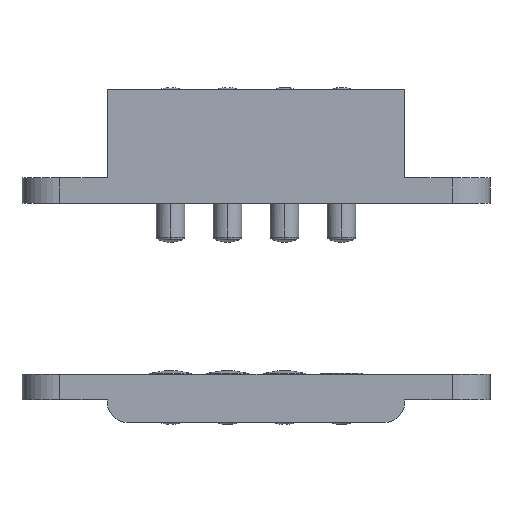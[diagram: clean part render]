
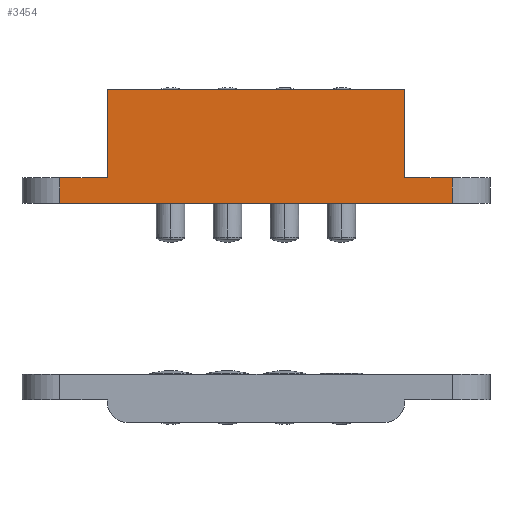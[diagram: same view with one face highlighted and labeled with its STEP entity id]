
A CAD part, left-side view. The second image highlights one B-rep face of the part: STEP entity #3454.
In plain terms, the highlighted face is planar.
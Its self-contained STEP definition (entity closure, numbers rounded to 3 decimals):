
#198 = VECTOR ( 'NONE', #6493, 1000. ) ;
#281 = CARTESIAN_POINT ( 'NONE',  ( 6.625, 34.5, 4.5 ) ) ;
#888 = LINE ( 'NONE', #1782, #10798 ) ;
#1444 = LINE ( 'NONE', #10490, #10437 ) ;
#1597 = EDGE_CURVE ( 'NONE', #9023, #11459, #4056, .T. ) ;
#1782 = CARTESIAN_POINT ( 'NONE',  ( 6.625, -34.5, 4.5 ) ) ;
#1867 = VECTOR ( 'NONE', #7729, 1000. ) ;
#1873 = AXIS2_PLACEMENT_3D ( 'NONE', #10286, #3799, #3028 ) ;
#2101 = ORIENTED_EDGE ( 'NONE', *, *, #4110, .F. ) ;
#2167 = ORIENTED_EDGE ( 'NONE', *, *, #6146, .T. ) ;
#2230 = CARTESIAN_POINT ( 'NONE',  ( 6.625, -26.125, -15.5 ) ) ;
#2254 = VERTEX_POINT ( 'NONE', #9627 ) ;
#2273 = ORIENTED_EDGE ( 'NONE', *, *, #1597, .F. ) ;
#2552 = EDGE_LOOP ( 'NONE', ( #9082, #2273, #2101, #11390, #11699, #6159, #9363, #2167 ) ) ;
#2866 = DIRECTION ( 'NONE',  ( 0., 1., 0. ) ) ;
#2951 = VERTEX_POINT ( 'NONE', #9365 ) ;
#3028 = DIRECTION ( 'NONE',  ( 0., 0., 1. ) ) ;
#3044 = VECTOR ( 'NONE', #3515, 1000. ) ;
#3065 = VERTEX_POINT ( 'NONE', #11552 ) ;
#3454 = ADVANCED_FACE ( 'NONE', ( #8087 ), #8149, .F. ) ;
#3466 = DIRECTION ( 'NONE',  ( 0., -1., 0. ) ) ;
#3515 = DIRECTION ( 'NONE',  ( 0., 1., 0. ) ) ;
#3799 = DIRECTION ( 'NONE',  ( -1., 0., 0. ) ) ;
#3935 = VERTEX_POINT ( 'NONE', #7473 ) ;
#4056 = LINE ( 'NONE', #7707, #8859 ) ;
#4110 = EDGE_CURVE ( 'NONE', #5597, #9023, #11611, .T. ) ;
#4440 = LINE ( 'NONE', #10923, #6798 ) ;
#4521 = CARTESIAN_POINT ( 'NONE',  ( 6.625, -26.125, -15.5 ) ) ;
#5538 = VERTEX_POINT ( 'NONE', #5971 ) ;
#5597 = VERTEX_POINT ( 'NONE', #7775 ) ;
#5937 = CARTESIAN_POINT ( 'NONE',  ( 6.625, -26.125, 0. ) ) ;
#5971 = CARTESIAN_POINT ( 'NONE',  ( 6.625, -34.5, 4.5 ) ) ;
#6133 = EDGE_CURVE ( 'NONE', #2951, #11459, #7196, .T. ) ;
#6146 = EDGE_CURVE ( 'NONE', #5538, #2951, #888, .T. ) ;
#6159 = ORIENTED_EDGE ( 'NONE', *, *, #8441, .F. ) ;
#6420 = DIRECTION ( 'NONE',  ( 0., 0., -1. ) ) ;
#6493 = DIRECTION ( 'NONE',  ( 0., 1., 0. ) ) ;
#6798 = VECTOR ( 'NONE', #2866, 1000. ) ;
#7087 = CARTESIAN_POINT ( 'NONE',  ( 6.625, 34.5, 4.5 ) ) ;
#7196 = LINE ( 'NONE', #11648, #198 ) ;
#7473 = CARTESIAN_POINT ( 'NONE',  ( 6.625, 34.5, 0. ) ) ;
#7707 = CARTESIAN_POINT ( 'NONE',  ( 6.625, -26.125, -15.5 ) ) ;
#7729 = DIRECTION ( 'NONE',  ( 0., 0., -1. ) ) ;
#7775 = CARTESIAN_POINT ( 'NONE',  ( 6.625, 26.125, -15.5 ) ) ;
#8087 = FACE_OUTER_BOUND ( 'NONE', #2552, .T. ) ;
#8149 = PLANE ( 'NONE',  #1873 ) ;
#8343 = EDGE_CURVE ( 'NONE', #2254, #3935, #4440, .T. ) ;
#8441 = EDGE_CURVE ( 'NONE', #3065, #3935, #11244, .T. ) ;
#8819 = DIRECTION ( 'NONE',  ( 0., 0., 1. ) ) ;
#8859 = VECTOR ( 'NONE', #11327, 1000. ) ;
#9023 = VERTEX_POINT ( 'NONE', #2230 ) ;
#9082 = ORIENTED_EDGE ( 'NONE', *, *, #6133, .T. ) ;
#9349 = EDGE_CURVE ( 'NONE', #5538, #3065, #10834, .T. ) ;
#9363 = ORIENTED_EDGE ( 'NONE', *, *, #9349, .F. ) ;
#9365 = CARTESIAN_POINT ( 'NONE',  ( 6.625, -34.5, 0. ) ) ;
#9627 = CARTESIAN_POINT ( 'NONE',  ( 6.625, 26.125, 0. ) ) ;
#10286 = CARTESIAN_POINT ( 'NONE',  ( 6.625, 34.5, 4.5 ) ) ;
#10306 = EDGE_CURVE ( 'NONE', #5597, #2254, #1444, .T. ) ;
#10437 = VECTOR ( 'NONE', #8819, 1000. ) ;
#10490 = CARTESIAN_POINT ( 'NONE',  ( 6.625, 26.125, -15.5 ) ) ;
#10798 = VECTOR ( 'NONE', #6420, 1000. ) ;
#10834 = LINE ( 'NONE', #7087, #3044 ) ;
#10923 = CARTESIAN_POINT ( 'NONE',  ( 6.625, 34.5, 0. ) ) ;
#11244 = LINE ( 'NONE', #281, #1867 ) ;
#11327 = DIRECTION ( 'NONE',  ( 0., 0., 1. ) ) ;
#11390 = ORIENTED_EDGE ( 'NONE', *, *, #10306, .T. ) ;
#11459 = VERTEX_POINT ( 'NONE', #5937 ) ;
#11552 = CARTESIAN_POINT ( 'NONE',  ( 6.625, 34.5, 4.5 ) ) ;
#11611 = LINE ( 'NONE', #4521, #11754 ) ;
#11648 = CARTESIAN_POINT ( 'NONE',  ( 6.625, 34.5, 0. ) ) ;
#11699 = ORIENTED_EDGE ( 'NONE', *, *, #8343, .T. ) ;
#11754 = VECTOR ( 'NONE', #3466, 1000. ) ;
